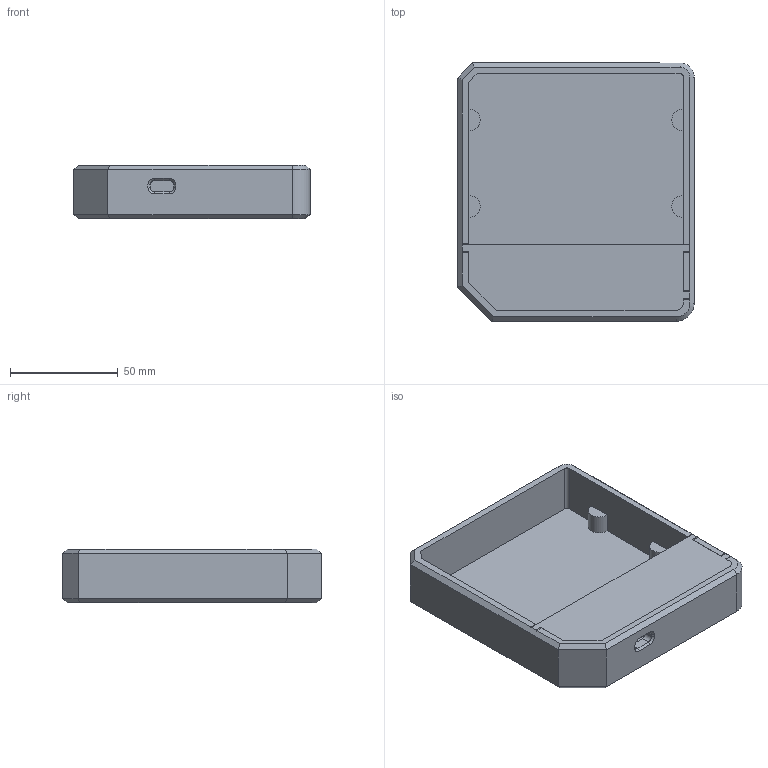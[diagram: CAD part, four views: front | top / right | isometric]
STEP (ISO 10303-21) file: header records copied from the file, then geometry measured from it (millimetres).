
FILE_DESCRIPTION(/* description */ (''),/* implementation_level */ '2;1');
FILE_NAME(/* name */ 'Case.step',/* time_stamp */ '2020-11-27T23:31:25-05:00',/* author */ (''),/* organization */ (''),/* preprocessor_version */ 'ST-DEVELOPER v18.1',/* originating_system */ 'Autodesk Translation Framework v9.3.0.1241',/* authorisation */ '');
FILE_SCHEMA (('AUTOMOTIVE_DESIGN { 1 0 10303 214 3 1 1 }'));
Length unit declared in the file: millimetre
Products named in the file (1): Case
Bounding box: 109.66 x 119.95 x 25 mm (x, y, z)
Volume: 83314.9 mm3; surface area: 52370.9 mm2
Topology: 2 solids, 2 shells, 91 faces, 231 edges, 144 vertices
Faces by surface type: plane 69, cylinder 14, cone 8
Entity records: 2717 total; most frequent: CARTESIAN_POINT 467, ORIENTED_EDGE 462, DIRECTION 451, EDGE_CURVE 231, LINE 195, VECTOR 195, VERTEX_POINT 144, AXIS2_PLACEMENT_3D 128
